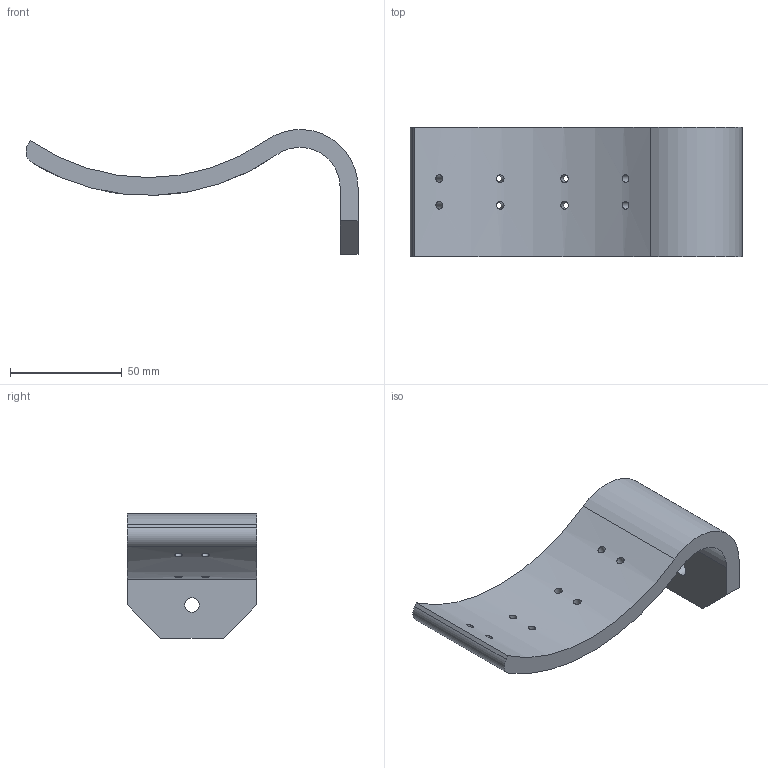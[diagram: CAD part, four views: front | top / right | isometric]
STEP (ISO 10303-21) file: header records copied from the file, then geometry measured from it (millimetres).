
FILE_DESCRIPTION(/* description */ (''),/* implementation_level */ '2;1');
FILE_NAME(/* name */ 'Bracket.step',/* time_stamp */ '2024-08-21T22:29:46+02:00',/* author */ (''),/* organization */ (''),/* preprocessor_version */ 'ST-DEVELOPER v20',/* originating_system */ 'Autodesk Translation Framework v13.14.0.145',/* authorisation */ '');
FILE_SCHEMA (('AUTOMOTIVE_DESIGN { 1 0 10303 214 3 1 1 }'));
Length unit declared in the file: millimetre
Products named in the file (1): Bracket
Bounding box: 148.89 x 58 x 55.96 mm (x, y, z)
Volume: 87651 mm3; surface area: 26623.7 mm2
Topology: 1 solids, 1 shells, 22 faces, 76 edges, 56 vertices
Faces by surface type: cylinder 14, plane 8
Full cylindrical faces by diameter (mm): 3.4 x8, 6.5 x1
Entity records: 1389 total; most frequent: CARTESIAN_POINT 699, ORIENTED_EDGE 152, DIRECTION 102, EDGE_CURVE 76, VERTEX_POINT 56, EDGE_LOOP 40, AXIS2_PLACEMENT_3D 35, B_SPLINE_CURVE_WITH_KNOTS 32
